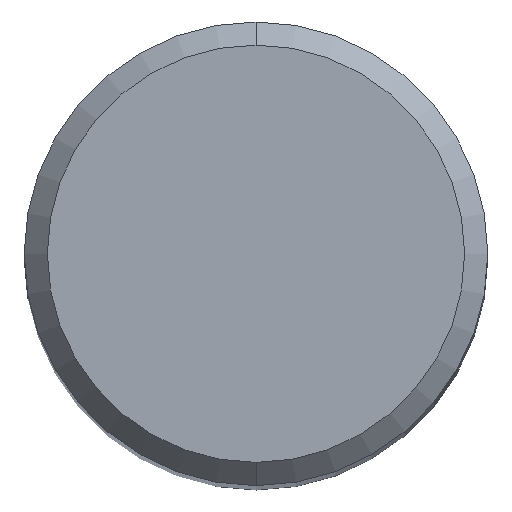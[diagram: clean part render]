
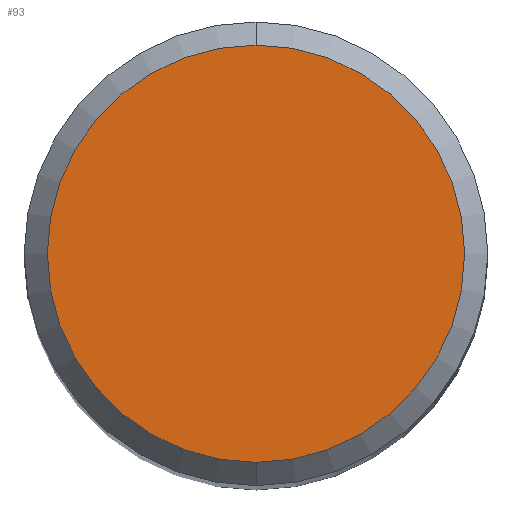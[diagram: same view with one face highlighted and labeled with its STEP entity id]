
A CAD part, top view. The second image highlights one B-rep face of the part: STEP entity #93.
In plain terms, the highlighted planar face has unit normal (0, 0, 1).
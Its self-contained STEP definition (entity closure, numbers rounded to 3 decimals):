
#93=ADVANCED_FACE('',(#224),#225,.T.);
#111=EDGE_CURVE('',#163,#143,#244,.T.);
#121=EDGE_CURVE('',#143,#163,#257,.T.);
#143=VERTEX_POINT('',#282);
#163=VERTEX_POINT('',#304);
#224=FACE_OUTER_BOUND('',#364,.T.);
#225=PLANE('',#365);
#244=CIRCLE('',#391,3.6);
#257=CIRCLE('',#406,3.6);
#282=CARTESIAN_POINT('',(0.0,3.6,0.0));
#304=CARTESIAN_POINT('',(0.,-3.6,0.0));
#364=EDGE_LOOP('',(#532,#533));
#365=AXIS2_PLACEMENT_3D('',#534,#535,#536);
#391=AXIS2_PLACEMENT_3D('',#548,#549,#550);
#406=AXIS2_PLACEMENT_3D('',#570,#571,#572);
#532=ORIENTED_EDGE('',*,*,#121,.F.);
#533=ORIENTED_EDGE('',*,*,#111,.F.);
#534=CARTESIAN_POINT('',(0.0,1.8,0.0));
#535=DIRECTION('',(-0.0,0.0,1.0));
#536=DIRECTION('',(0.0,-1.0,0.0));
#548=CARTESIAN_POINT('',(0.0,0.0,0.0));
#549=DIRECTION('',(0.0,0.0,-1.0));
#550=DIRECTION('',(0.0,1.0,0.0));
#570=CARTESIAN_POINT('',(0.0,0.0,0.0));
#571=DIRECTION('',(0.0,0.0,-1.0));
#572=DIRECTION('',(0.0,1.0,0.0));
